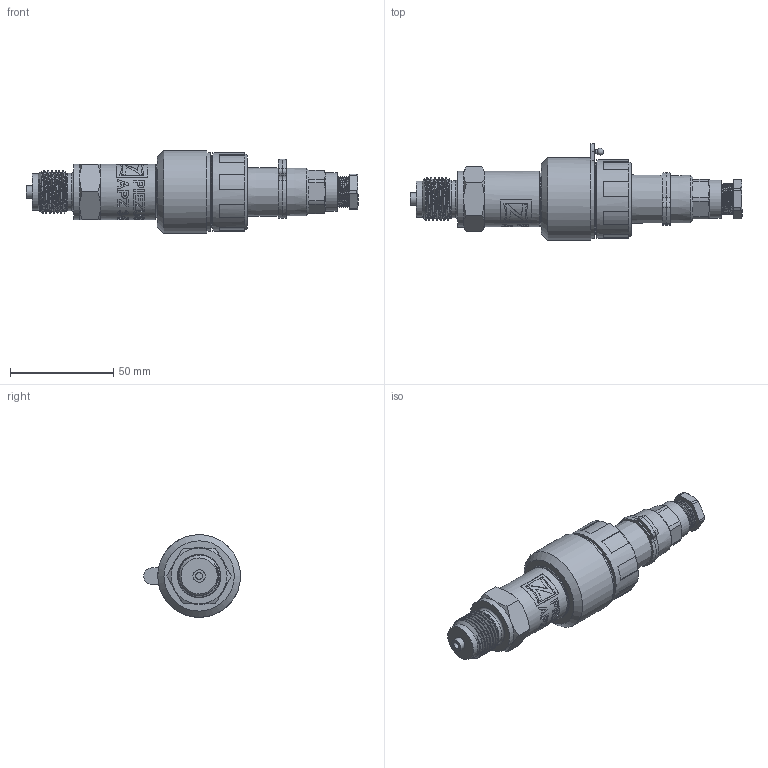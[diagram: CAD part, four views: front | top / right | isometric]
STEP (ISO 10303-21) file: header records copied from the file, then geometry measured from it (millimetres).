
FILE_DESCRIPTION(/* description */ (''),/* implementation_level */ '2;1');
FILE_NAME(/* name */ 'APZ3420_6_Buccaneer.step',/* time_stamp */ '2021-06-25T11:41:36+03:00',/* author */ (''),/* organization */ (''),/* preprocessor_version */ 'ST-DEVELOPER v18.1',/* originating_system */ 'Autodesk Translation Framework v10.9.0.1377',/* authorisation */ '');
FILE_SCHEMA (('AUTOMOTIVE_DESIGN { 1 0 10303 214 3 1 1 }'));
Length unit declared in the file: millimetre
Products named in the file (9): АПЗ 3420 в.2; G1/2 EN; Bucaneer assembly v5; Bucaneer female v5; px0736-s; px0736-s_2; Bucaneer male v11; px0735-p; px0735-p_1
Assembly tree (8 placements, depth 5):
  АПЗ 3420 в.2
    G1/2 EN
    Bucaneer assembly v5
      Bucaneer female v5
        px0736-s
          px0736-s_2
      Bucaneer male v11
        px0735-p
          px0735-p_1
Bounding box: 160.59 x 46.89 x 40 mm (x, y, z)
Volume: 80259.6 mm3; surface area: 49115.7 mm2
Topology: 13 solids, 17 shells, 1671 faces, 4612 edges, 3033 vertices
Faces by surface type: plane 1010, bspline 285, cylinder 228, cone 123, torus 14, sphere 11
Full cylindrical faces by diameter (mm): 2.03 x1, 2.413 x4, 2.439 x6, 2.459 x2, 2.464 x2, 2.87 x4, 3 x4, 3.3 x1, 3.302 x6, 3.734 x2, 4.1 x6, 4.19 x2, 4.47 x2, 6 x1, 8.255 x1, 9.53 x2, 11.938 x1, 12.09 x1, 13.716 x1, 13.741 x5, 14.021 x1, 14.884 x6, 15.062 x9, 16.61 x1, 17 x1, 17.5 x1, 18 x2, 18.42 x1, 18.631 x7, 20.1 x2
Entity records: 89324 total; most frequent: CARTESIAN_POINT 48652, ORIENTED_EDGE 9198, DIRECTION 7087, EDGE_CURVE 4599, VERTEX_POINT 3033, LINE 2953, VECTOR 2953, AXIS2_PLACEMENT_3D 2067
